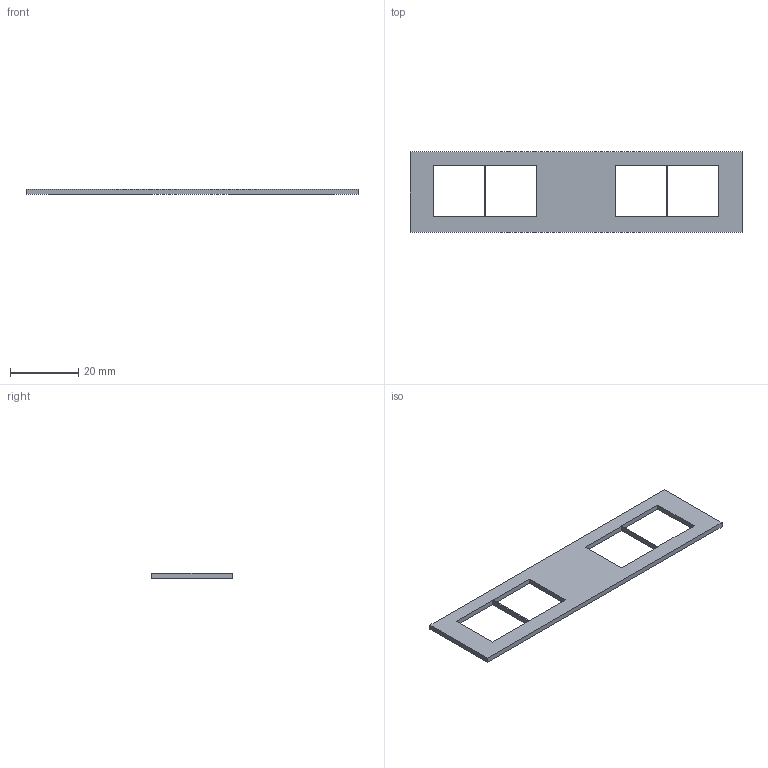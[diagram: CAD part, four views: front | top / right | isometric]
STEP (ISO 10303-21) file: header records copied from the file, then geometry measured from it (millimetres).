
FILE_DESCRIPTION(/* description */ (''),/* implementation_level */ '2;1');
FILE_NAME(/* name */ 'Kiros hackpad v1 Top part.step',/* time_stamp */ '2026-01-23T21:20:20-05:00',/* author */ (''),/* organization */ (''),/* preprocessor_version */ 'ST-DEVELOPER v20.1',/* originating_system */ 'Autodesk Translation Framework v14.24.0.0',/* authorisation */ '');
FILE_SCHEMA (('AUTOMOTIVE_DESIGN { 1 0 10303 214 3 1 1 }'));
Length unit declared in the file: millimetre
Products named in the file (1): 2026-01-23-20-21-24-720
Bounding box: 97.63 x 23.81 x 1.7 mm (x, y, z)
Volume: 2137.8 mm3; surface area: 3584.7 mm2
Topology: 1 solids, 1 shells, 236 faces, 648 edges, 432 vertices
Faces by surface type: plane 130, bspline 106
Entity records: 8441 total; most frequent: CARTESIAN_POINT 3119, ORIENTED_EDGE 1296, DIRECTION 698, EDGE_CURVE 648, LINE 436, VECTOR 436, VERTEX_POINT 432, EDGE_LOOP 262
